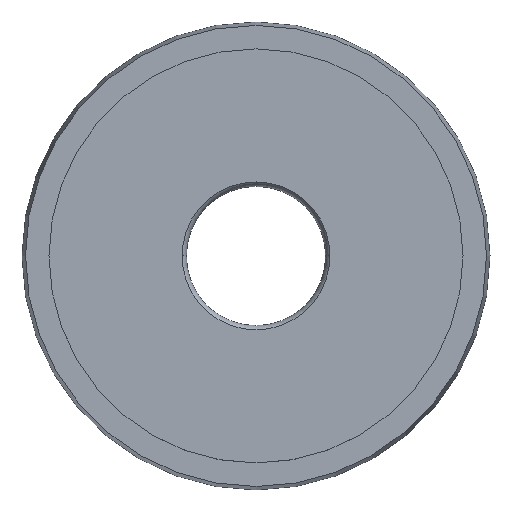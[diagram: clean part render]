
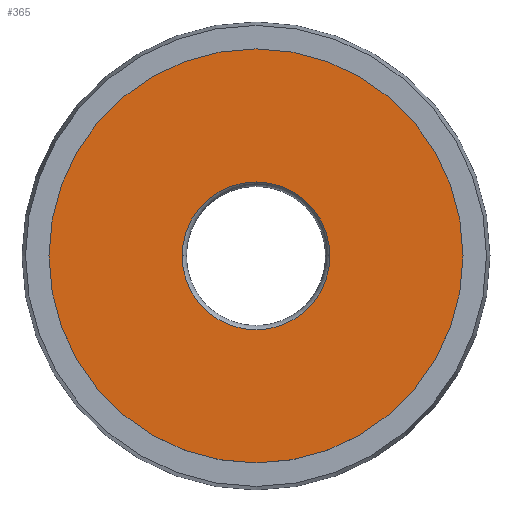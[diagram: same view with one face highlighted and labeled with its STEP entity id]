
A CAD part, top view. The second image highlights one B-rep face of the part: STEP entity #365.
In plain terms, the highlighted planar face has unit normal (0, 0, 1).
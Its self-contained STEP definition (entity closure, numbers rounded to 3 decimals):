
#2 = DIRECTION ( 'NONE',  ( 1., 0., 0. ) ) ;
#6 = EDGE_CURVE ( 'NONE', #389, #287, #642, .T. ) ;
#8 = DIRECTION ( 'NONE',  ( 1., 0., 0. ) ) ;
#35 = DIRECTION ( 'NONE',  ( -1., 0., 0. ) ) ;
#61 = DIRECTION ( 'NONE',  ( 0., 0., 1. ) ) ;
#63 = DIRECTION ( 'NONE',  ( 0., 0., 1. ) ) ;
#76 = DIRECTION ( 'NONE',  ( 0., 0., 1. ) ) ;
#77 = EDGE_CURVE ( 'NONE', #287, #389, #193, .T. ) ;
#86 = CARTESIAN_POINT ( 'NONE',  ( -4.25, 0., 0. ) ) ;
#87 = FACE_BOUND ( 'NONE', #459, .T. ) ;
#108 = EDGE_CURVE ( 'NONE', #190, #406, #167, .T. ) ;
#125 = DIRECTION ( 'NONE',  ( 1., 0., 0. ) ) ;
#149 = ORIENTED_EDGE ( 'NONE', *, *, #617, .F. ) ;
#167 = CIRCLE ( 'NONE', #604, 4.25 ) ;
#168 = ORIENTED_EDGE ( 'NONE', *, *, #108, .F. ) ;
#187 = AXIS2_PLACEMENT_3D ( 'NONE', #331, #375, #125 ) ;
#188 = ORIENTED_EDGE ( 'NONE', *, *, #6, .T. ) ;
#190 = VERTEX_POINT ( 'NONE', #609 ) ;
#193 = CIRCLE ( 'NONE', #187, 11.9 ) ;
#217 = CARTESIAN_POINT ( 'NONE',  ( 0., 0., 0. ) ) ;
#232 = DIRECTION ( 'NONE',  ( 1., 0., 0. ) ) ;
#287 = VERTEX_POINT ( 'NONE', #575 ) ;
#327 = ORIENTED_EDGE ( 'NONE', *, *, #77, .T. ) ;
#331 = CARTESIAN_POINT ( 'NONE',  ( 0., 0., 0. ) ) ;
#342 = CARTESIAN_POINT ( 'NONE',  ( 0., 0., 0. ) ) ;
#363 = EDGE_LOOP ( 'NONE', ( #327, #188 ) ) ;
#365 = ADVANCED_FACE ( 'NONE', ( #87, #420 ), #587, .F. ) ;
#375 = DIRECTION ( 'NONE',  ( 0., 0., 1. ) ) ;
#389 = VERTEX_POINT ( 'NONE', #631 ) ;
#406 = VERTEX_POINT ( 'NONE', #86 ) ;
#413 = CARTESIAN_POINT ( 'NONE',  ( 0., 0., 0. ) ) ;
#420 = FACE_OUTER_BOUND ( 'NONE', #363, .T. ) ;
#459 = EDGE_LOOP ( 'NONE', ( #168, #149 ) ) ;
#575 = CARTESIAN_POINT ( 'NONE',  ( 11.9, 0., 0. ) ) ;
#579 = AXIS2_PLACEMENT_3D ( 'NONE', #217, #63, #8 ) ;
#587 = PLANE ( 'NONE',  #638 ) ;
#604 = AXIS2_PLACEMENT_3D ( 'NONE', #625, #76, #232 ) ;
#609 = CARTESIAN_POINT ( 'NONE',  ( 4.25, 0., 0. ) ) ;
#612 = CIRCLE ( 'NONE', #618, 4.25 ) ;
#617 = EDGE_CURVE ( 'NONE', #406, #190, #612, .T. ) ;
#618 = AXIS2_PLACEMENT_3D ( 'NONE', #413, #61, #2 ) ;
#625 = CARTESIAN_POINT ( 'NONE',  ( 0., 0., 0. ) ) ;
#631 = CARTESIAN_POINT ( 'NONE',  ( -11.9, 0., 0. ) ) ;
#636 = DIRECTION ( 'NONE',  ( 0., 0., -1. ) ) ;
#638 = AXIS2_PLACEMENT_3D ( 'NONE', #342, #636, #35 ) ;
#642 = CIRCLE ( 'NONE', #579, 11.9 ) ;
